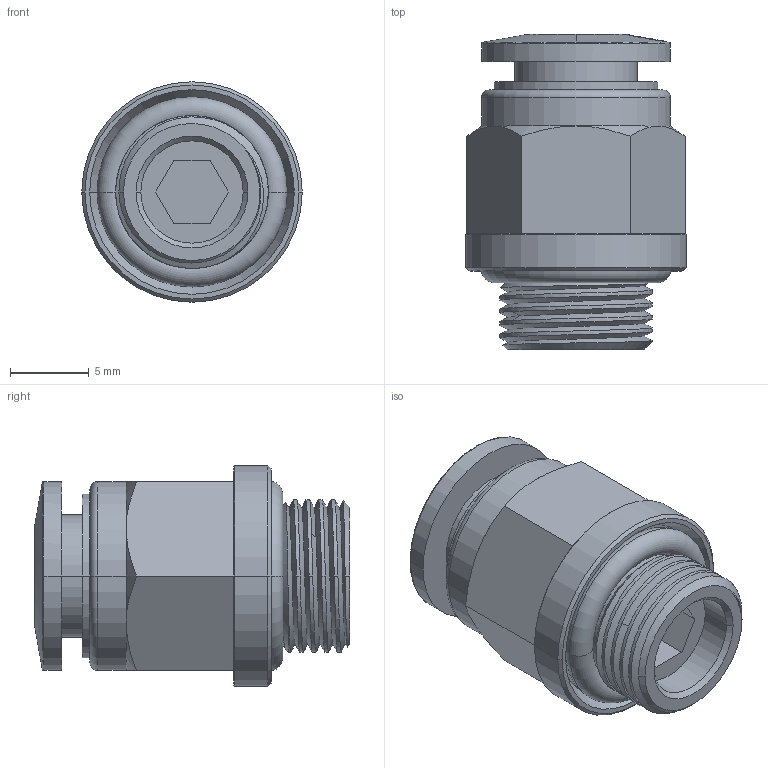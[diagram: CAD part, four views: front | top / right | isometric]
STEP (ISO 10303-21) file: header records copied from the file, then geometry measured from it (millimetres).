
FILE_DESCRIPTION((''),'2;1');
FILE_NAME('JC6-G01_ASM','2023-10-23T22:00:22',('wang'),(''),'CREO PARAMETRIC BY PTC INC, 2023073','CREO PARAMETRIC BY PTC INC, 2023073','');
FILE_SCHEMA(('CONFIG_CONTROL_DESIGN','SHAPE_APPEARANCE_LAYERS_GROUPS'));
Length unit declared in the file: millimetre
Products named in the file (5): JC6-G01; C0600; 1T600; C060_ASM; JC6-G01_ASM
Assembly tree (4 placements, depth 3):
  JC6-G01_ASM
    JC6-G01
    C060_ASM
      C0600
      1T600
Bounding box: 14 x 20.04 x 14 mm (x, y, z)
Volume: 1301.2 mm3; surface area: 2334.5 mm2
Topology: 4 solids, 4 shells, 142 faces, 340 edges, 213 vertices
Faces by surface type: cylinder 35, plane 33, cone 30, extrusion 30, torus 10, bspline 4
Entity records: 5870 total; most frequent: CARTESIAN_POINT 2463, ORIENTED_EDGE 680, DIRECTION 609, EDGE_CURVE 340, AXIS2_PLACEMENT_3D 233, VERTEX_POINT 213, EDGE_LOOP 155, VECTOR 143
